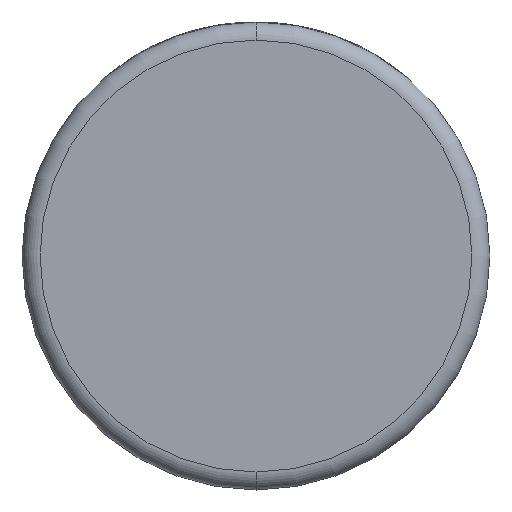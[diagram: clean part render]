
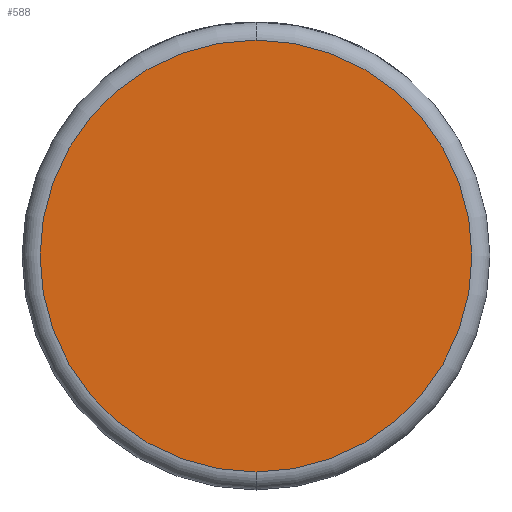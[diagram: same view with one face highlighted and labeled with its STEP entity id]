
A CAD part, front view. The second image highlights one B-rep face of the part: STEP entity #588.
In plain terms, the highlighted planar face has unit normal (0, -1, 0).
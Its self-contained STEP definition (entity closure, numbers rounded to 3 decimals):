
#4 = CIRCLE ( 'NONE', #4184, 24. ) ;
#485 = ORIENTED_EDGE ( 'NONE', *, *, #1712, .T. ) ;
#538 = PLANE ( 'NONE',  #1777 ) ;
#588 = ADVANCED_FACE ( 'NONE', ( #1018 ), #538, .F. ) ;
#851 = VERTEX_POINT ( 'NONE', #3934 ) ;
#1018 = FACE_OUTER_BOUND ( 'NONE', #3450, .T. ) ;
#1382 = DIRECTION ( 'NONE',  ( 0., -1., 0. ) ) ;
#1401 = CARTESIAN_POINT ( 'NONE',  ( 0., 0., 0. ) ) ;
#1501 = CARTESIAN_POINT ( 'NONE',  ( 0., 0., 0. ) ) ;
#1710 = CARTESIAN_POINT ( 'NONE',  ( 0., 0., 0. ) ) ;
#1712 = EDGE_CURVE ( 'NONE', #2520, #851, #4, .T. ) ;
#1777 = AXIS2_PLACEMENT_3D ( 'NONE', #1501, #3179, #4148 ) ;
#2195 = EDGE_CURVE ( 'NONE', #851, #2520, #4105, .T. ) ;
#2361 = DIRECTION ( 'NONE',  ( 0., -1., 0. ) ) ;
#2485 = ORIENTED_EDGE ( 'NONE', *, *, #2195, .T. ) ;
#2520 = VERTEX_POINT ( 'NONE', #2650 ) ;
#2650 = CARTESIAN_POINT ( 'NONE',  ( 0., 0., -24. ) ) ;
#2677 = DIRECTION ( 'NONE',  ( 0., 0., 1. ) ) ;
#3026 = DIRECTION ( 'NONE',  ( 0., 0., 1. ) ) ;
#3121 = AXIS2_PLACEMENT_3D ( 'NONE', #1401, #2361, #2677 ) ;
#3179 = DIRECTION ( 'NONE',  ( 0., 1., 0. ) ) ;
#3450 = EDGE_LOOP ( 'NONE', ( #2485, #485 ) ) ;
#3934 = CARTESIAN_POINT ( 'NONE',  ( 0., 0., 24. ) ) ;
#4105 = CIRCLE ( 'NONE', #3121, 24. ) ;
#4148 = DIRECTION ( 'NONE',  ( 0., 0., 1. ) ) ;
#4184 = AXIS2_PLACEMENT_3D ( 'NONE', #1710, #1382, #3026 ) ;
